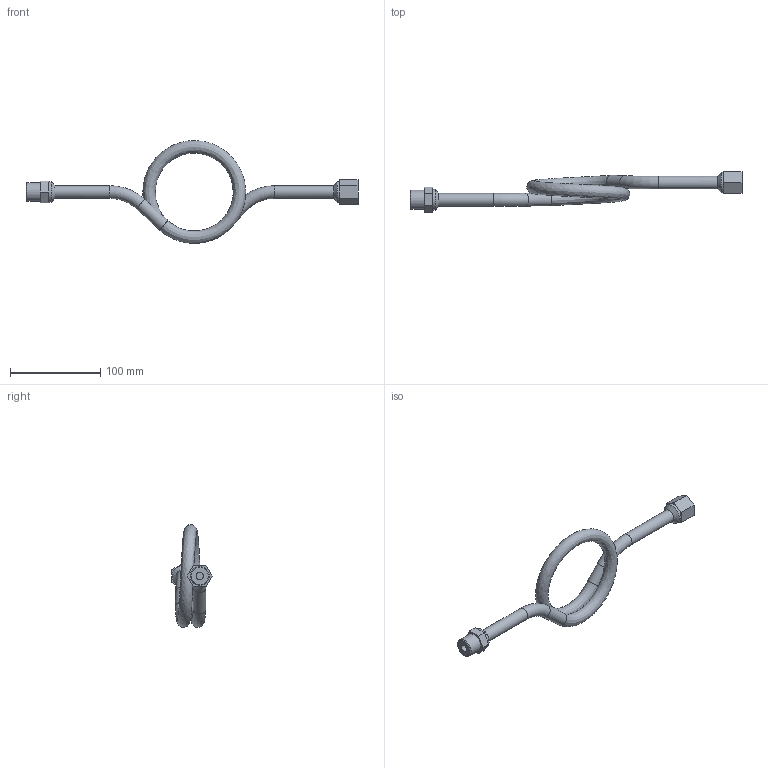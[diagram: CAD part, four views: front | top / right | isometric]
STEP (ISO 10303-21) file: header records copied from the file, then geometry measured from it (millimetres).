
FILE_DESCRIPTION(/* description */ ('Трубка петлевая прямая из нержавеющей стали'),/* implementation_level */ '2;1');
FILE_NAME(/* name */ 'Трубка петлевая прямая из нержавеющей стали.stp',/* time_stamp */ '2023-07-25T12:28:15+03:00',/* author */ ('Tech'),/* organization */ (''),/* preprocessor_version */ 'ST-DEVELOPER v18.1',/* originating_system */ 'Autodesk Inventor 2021',/* authorisation */ '');
FILE_SCHEMA (('AUTOMOTIVE_DESIGN { 1 0 10303 214 3 1 1 }'));
Length unit declared in the file: millimetre
Products named in the file (1): Трубка петлевая 
прямая из нержавеющей 
стали
Bounding box: 368 x 44.89 x 113.72 mm (x, y, z)
Volume: 67701.2 mm3; surface area: 57224.2 mm2
Topology: 1 solids, 1 shells, 49 faces, 134 edges, 94 vertices
Faces by surface type: plane 21, cylinder 18, cone 4, torus 4, bspline 2
Full cylindrical faces by diameter (mm): 8 x2, 10 x4, 14 x4, 18.631 x1, 20.955 x1, 23 x2
Entity records: 2883 total; most frequent: CARTESIAN_POINT 1539, DIRECTION 288, ORIENTED_EDGE 268, EDGE_CURVE 134, AXIS2_PLACEMENT_3D 117, VERTEX_POINT 94, CIRCLE 63, EDGE_LOOP 56
